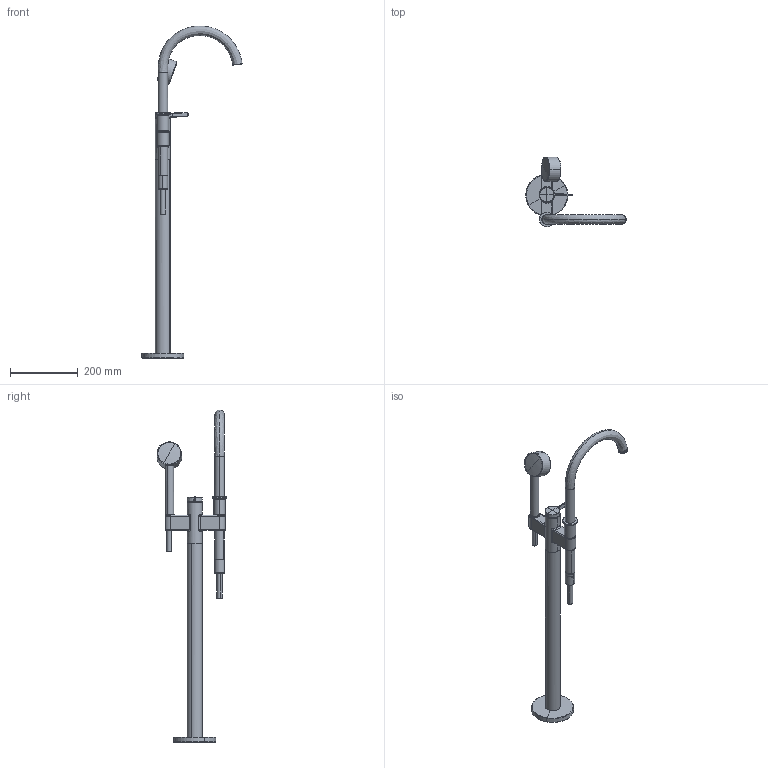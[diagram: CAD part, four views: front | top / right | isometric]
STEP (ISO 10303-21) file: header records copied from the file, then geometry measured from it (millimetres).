
FILE_DESCRIPTION(('CATIA V6 STEP','CAx-IF Rec.Pracs.--- Model Styling and Organization---1.4--- 2014-01-23','CAx-IF Rec.Pracs.---3D Tessellated Data Validation Properties---0.5---2014-09-14'),'2;1');
FILE_NAME('prd-HG-00017047.stp','2020-12-07T14:48:56+00:00',('none'),('none'),'3DEXPERIENCE Platform3DEXPERIENCE R2019x HotFix 5','3DEXPERIENCE Platform STEP AP242 v1','none');
FILE_SCHEMA(('AP242_MANAGED_MODEL_BASED_3D_ENGINEERING_MIM_LF {1 0 10303 442 1 1 4}'));
Length unit declared in the file: millimetre
Products named in the file (29): P-2_AX_One_Wannenmischer_Boden; P-2_GK_WM_bodenst._AX_BO; P-2_Griff_WM-SM_boden_AX_BO; P-2_Auslauf_gebogen_kpl_Axor_One; P-2_Auslauf_WM_bodenst._AX_BO; V5_SR24_M24x1_CA-CC_C_dunkelgrau; V5_SR24_M24x1_CA-CC_C_dunkelgrau_Dummy; P-2_Umsteller_WRA_AX_BO; P-2_Flachkopfschraube_aehnlich_DIN_920_M3; P-2_Schlauchanschluss_lang_AX_BO; P-2_Kappe_WRM_AX_BO; P-2_Rohr_D44x1_WM_bodenst._ReFlex; P-2_AX_One_Handbrause_1jet; P-2_Griff_kpl.HB_B&O; P-2_Griffkopf_B&O_HB_10; P-2_Griffrohr_HB_B&O_10; P-2_2k-Strahleinsatz_B&O_HB_75; P-2_Wasserfuehrung_B&O_HB_10; P-2_Deckel_B&O_HB_K10; V5_P_2_Isiflex_B_Schlauchstueck_EB_Festsei.; V5_P_2_Huelse_aussenverpresst; V5_P_2_Mutter_Festseite_Isiflex; V5_P_2_Isiflex_MW_TPE/PVC; V5_P_2_Isiflex_B_Schlauchstueck_EB_Wirbels.; V5_P_2_Mutter_Wirbelseite_Isiflex; V5_P_2_Konusaufnahme_Brausehalter_(R03); V5_P_2_Rosette_M35XS_WTM_VHG; V5_P_2_Rosette_fre._Wannenmischer_Metris_E2; V5_Griffstopfen_KHM_M54
Assembly tree (34 placements, depth 4):
  P-2_AX_One_Wannenmischer_Boden
    P-2_GK_WM_bodenst._AX_BO
    P-2_Griff_WM-SM_boden_AX_BO
    P-2_Auslauf_gebogen_kpl_Axor_One
      P-2_Auslauf_WM_bodenst._AX_BO
      V5_SR24_M24x1_CA-CC_C_dunkelgrau
        V5_SR24_M24x1_CA-CC_C_dunkelgrau_Dummy
      P-2_Umsteller_WRA_AX_BO
      P-2_Flachkopfschraube_aehnlich_DIN_920_M3
    P-2_Schlauchanschluss_lang_AX_BO
    P-2_Kappe_WRM_AX_BO
    P-2_Rohr_D44x1_WM_bodenst._ReFlex
    P-2_AX_One_Handbrause_1jet
      P-2_Griff_kpl.HB_B&O
        P-2_Griffkopf_B&O_HB_10
        P-2_Griffrohr_HB_B&O_10
      P-2_2k-Strahleinsatz_B&O_HB_75  x5
      P-2_Wasserfuehrung_B&O_HB_10
      P-2_Deckel_B&O_HB_K10
    V5_P_2_Isiflex_B_Schlauchstueck_EB_Festsei.
      V5_P_2_Huelse_aussenverpresst
      V5_P_2_Mutter_Festseite_Isiflex
      V5_P_2_Isiflex_MW_TPE/PVC
    V5_P_2_Isiflex_B_Schlauchstueck_EB_Wirbels.
      V5_P_2_Mutter_Wirbelseite_Isiflex
      V5_P_2_Huelse_aussenverpresst
      V5_P_2_Isiflex_MW_TPE/PVC
    V5_P_2_Konusaufnahme_Brausehalter_(R03)
    V5_P_2_Rosette_M35XS_WTM_VHG
    V5_P_2_Rosette_fre._Wannenmischer_Metris_E2
    V5_Griffstopfen_KHM_M54
Bounding box: 295.98 x 206.25 x 979.63 mm (x, y, z)
Volume: 2146977.2 mm3; surface area: 302986.2 mm2
Topology: 31 solids, 41 shells, 6716 faces, 15568 edges, 9521 vertices
Faces by surface type: bspline 2538, plane 1649, torus 1323, cone 701, cylinder 455, revolution 26, sphere 18, extrusion 6
Entity records: 119811 total; most frequent: CARTESIAN_POINT 68701, ORIENTED_EDGE 12572, DIRECTION 6301, EDGE_CURVE 6286, VERTEX_POINT 3947, AXIS2_PLACEMENT_3D 3200, B_SPLINE_CURVE_WITH_KNOTS 3027, EDGE_LOOP 2713
